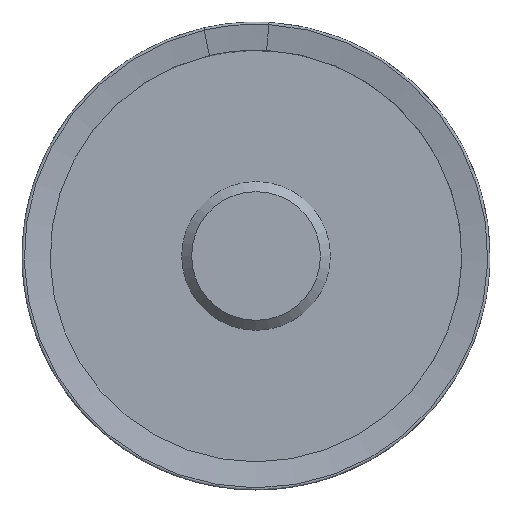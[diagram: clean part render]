
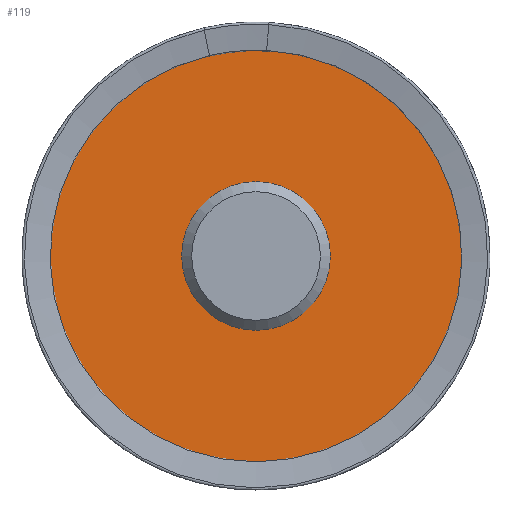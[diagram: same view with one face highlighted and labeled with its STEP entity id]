
A CAD part, left-side view. The second image highlights one B-rep face of the part: STEP entity #119.
In plain terms, the highlighted planar face has unit normal (-1, 0, 0).
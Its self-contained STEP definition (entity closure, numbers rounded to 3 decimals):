
#33=PLANE('',#631);
#47=FACE_BOUND('',#218,.T.);
#48=FACE_BOUND('',#219,.T.);
#119=ADVANCED_FACE('',(#47,#48),#33,.F.);
#218=EDGE_LOOP('',(#390));
#219=EDGE_LOOP('',(#391));
#390=ORIENTED_EDGE('',*,*,#519,.F.);
#391=ORIENTED_EDGE('',*,*,#518,.T.);
#444=VERTEX_POINT('',#1368);
#445=VERTEX_POINT('',#1371);
#518=EDGE_CURVE('',#444,#444,#572,.T.);
#519=EDGE_CURVE('',#445,#445,#573,.T.);
#572=CIRCLE('',#628,89.656);
#573=CIRCLE('',#630,31.75);
#628=AXIS2_PLACEMENT_3D('',#1367,#754,#755);
#630=AXIS2_PLACEMENT_3D('',#1370,#758,#759);
#631=AXIS2_PLACEMENT_3D('',#1372,#760,#761);
#754=DIRECTION('',(-1.,0.,0.));
#755=DIRECTION('',(0.,0.,1.));
#758=DIRECTION('',(-1.,0.,0.));
#759=DIRECTION('',(0.,0.,1.));
#760=DIRECTION('',(1.,0.,0.));
#761=DIRECTION('',(0.,0.,-1.));
#1367=CARTESIAN_POINT('',(2.25,0.,0.));
#1368=CARTESIAN_POINT('',(2.25,0.,89.656));
#1370=CARTESIAN_POINT('',(2.25,0.,0.));
#1371=CARTESIAN_POINT('',(2.25,0.,31.75));
#1372=CARTESIAN_POINT('',(2.25,31.75,0.));
